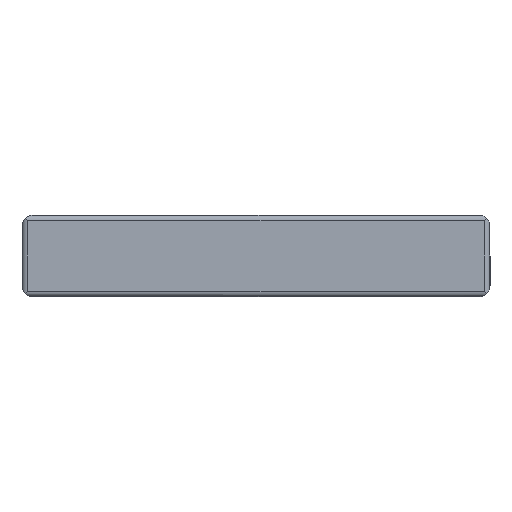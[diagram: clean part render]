
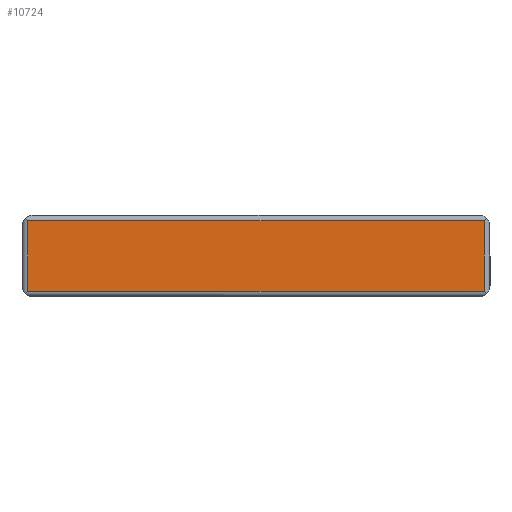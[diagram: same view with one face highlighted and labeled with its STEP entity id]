
A CAD part, front view. The second image highlights one B-rep face of the part: STEP entity #10724.
In plain terms, the highlighted planar face has unit normal (0, -1, 0).
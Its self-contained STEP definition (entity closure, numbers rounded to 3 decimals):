
#901 = EDGE_CURVE ( 'NONE', #3549, #5918, #14197, .T. ) ;
#1384 = DIRECTION ( 'NONE',  ( 0., -1., 0. ) ) ;
#1556 = VECTOR ( 'NONE', #3008, 1000. ) ;
#1990 = VERTEX_POINT ( 'NONE', #16112 ) ;
#2847 = DIRECTION ( 'NONE',  ( -1., 0., 0. ) ) ;
#3008 = DIRECTION ( 'NONE',  ( -1., 0., 0. ) ) ;
#3409 = DIRECTION ( 'NONE',  ( 0., 0., -1. ) ) ;
#3549 = VERTEX_POINT ( 'NONE', #11926 ) ;
#3627 = CARTESIAN_POINT ( 'NONE',  ( -78.001, -24., 25.999 ) ) ;
#3636 = CARTESIAN_POINT ( 'NONE',  ( -78.001, -24., 1.999 ) ) ;
#3774 = ORIENTED_EDGE ( 'NONE', *, *, #11600, .F. ) ;
#3859 = CARTESIAN_POINT ( 'NONE',  ( -78.001, -24., 27.999 ) ) ;
#5124 = CARTESIAN_POINT ( 'NONE',  ( -80.001, -24., 1.999 ) ) ;
#5918 = VERTEX_POINT ( 'NONE', #3627 ) ;
#6621 = VECTOR ( 'NONE', #3409, 1000. ) ;
#7103 = VECTOR ( 'NONE', #16642, 1000. ) ;
#7398 = LINE ( 'NONE', #5124, #13186 ) ;
#7933 = FACE_OUTER_BOUND ( 'NONE', #11562, .T. ) ;
#8820 = CARTESIAN_POINT ( 'NONE',  ( 77.999, -24., -0.001 ) ) ;
#8826 = LINE ( 'NONE', #3859, #7103 ) ;
#9367 = EDGE_CURVE ( 'NONE', #12314, #5918, #8826, .T. ) ;
#9629 = PLANE ( 'NONE',  #17696 ) ;
#10095 = CARTESIAN_POINT ( 'NONE',  ( -0.001, -24., 25.999 ) ) ;
#10724 = ADVANCED_FACE ( 'NONE', ( #7933 ), #9629, .T. ) ;
#10888 = DIRECTION ( 'NONE',  ( 0., 0., -1. ) ) ;
#11162 = ORIENTED_EDGE ( 'NONE', *, *, #901, .T. ) ;
#11416 = ORIENTED_EDGE ( 'NONE', *, *, #14953, .F. ) ;
#11562 = EDGE_LOOP ( 'NONE', ( #15243, #11416, #3774, #11162 ) ) ;
#11600 = EDGE_CURVE ( 'NONE', #3549, #1990, #14755, .T. ) ;
#11926 = CARTESIAN_POINT ( 'NONE',  ( 77.999, -24., 25.999 ) ) ;
#12314 = VERTEX_POINT ( 'NONE', #3636 ) ;
#13186 = VECTOR ( 'NONE', #2847, 1000. ) ;
#14197 = LINE ( 'NONE', #10095, #1556 ) ;
#14755 = LINE ( 'NONE', #8820, #6621 ) ;
#14953 = EDGE_CURVE ( 'NONE', #1990, #12314, #7398, .T. ) ;
#15243 = ORIENTED_EDGE ( 'NONE', *, *, #9367, .F. ) ;
#16112 = CARTESIAN_POINT ( 'NONE',  ( 77.999, -24., 1.999 ) ) ;
#16642 = DIRECTION ( 'NONE',  ( 0., 0., 1. ) ) ;
#17662 = CARTESIAN_POINT ( 'NONE',  ( -0.001, -24., 13.999 ) ) ;
#17696 = AXIS2_PLACEMENT_3D ( 'NONE', #17662, #1384, #10888 ) ;
